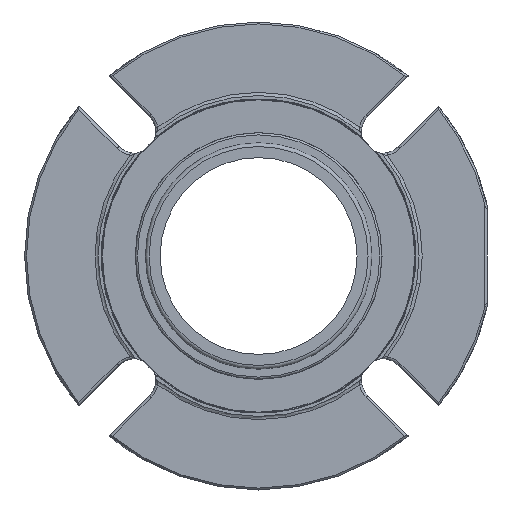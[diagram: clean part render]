
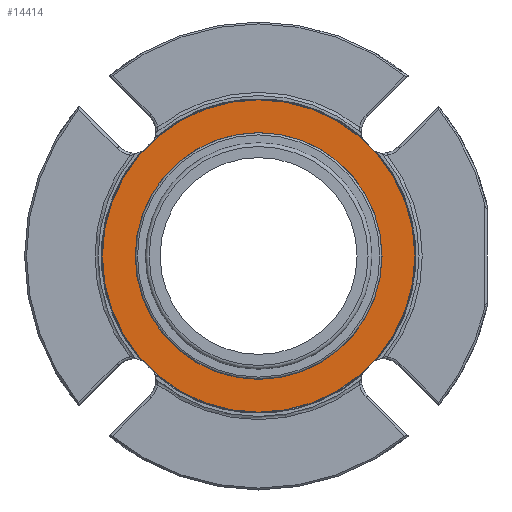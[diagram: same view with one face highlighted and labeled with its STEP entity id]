
A CAD part, left-side view. The second image highlights one B-rep face of the part: STEP entity #14414.
In plain terms, the highlighted planar face has unit normal (-1, 0, 0).
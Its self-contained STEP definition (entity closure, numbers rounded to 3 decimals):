
#1914=PLANE('',#15505);
#4885=ORIENTED_EDGE('',*,*,#6408,.T.);
#4886=ORIENTED_EDGE('',*,*,#6404,.T.);
#6404=EDGE_CURVE('',#7366,#7366,#7911,.F.);
#6408=EDGE_CURVE('',#7367,#7367,#7915,.T.);
#7366=VERTEX_POINT('',#25811);
#7367=VERTEX_POINT('',#25820);
#7911=CIRCLE('',#15498,50.165);
#7915=CIRCLE('',#15506,63.5);
#8618=EDGE_LOOP('',(#4885));
#8619=EDGE_LOOP('',(#4886));
#9330=FACE_BOUND('',#8618,.T.);
#9331=FACE_BOUND('',#8619,.T.);
#14414=ADVANCED_FACE('',(#9330,#9331),#1914,.T.);
#15498=AXIS2_PLACEMENT_3D('',#25810,#18162,#18163);
#15505=AXIS2_PLACEMENT_3D('',#25818,#18176,#18177);
#15506=AXIS2_PLACEMENT_3D('',#25819,#18178,#18179);
#18162=DIRECTION('',(-1.,0.,0.));
#18163=DIRECTION('',(0.,-1.,0.));
#18176=DIRECTION('',(-1.,0.,0.));
#18177=DIRECTION('',(0.,0.,-1.));
#18178=DIRECTION('',(-1.,0.,0.));
#18179=DIRECTION('',(0.,0.,-1.));
#25810=CARTESIAN_POINT('',(-0.483,0.,0.));
#25811=CARTESIAN_POINT('',(-0.483,-50.165,0.));
#25818=CARTESIAN_POINT('',(-0.483,0.,-53.975));
#25819=CARTESIAN_POINT('',(-0.483,0.,0.));
#25820=CARTESIAN_POINT('',(-0.483,0.,-63.5));
